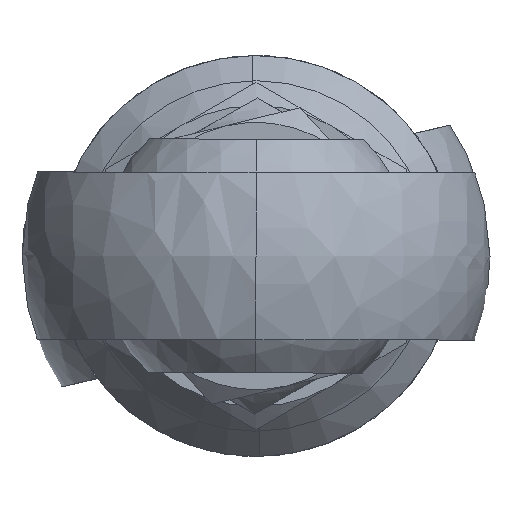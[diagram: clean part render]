
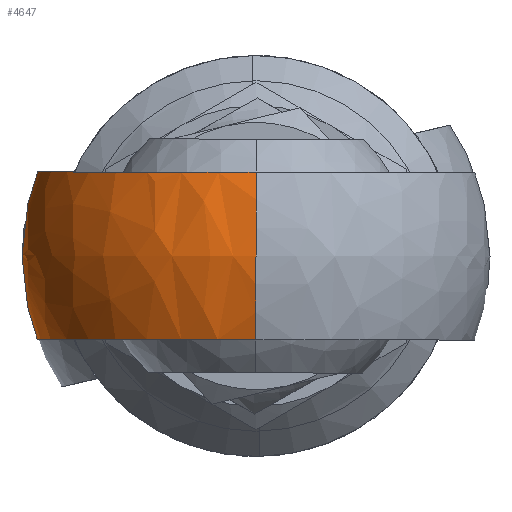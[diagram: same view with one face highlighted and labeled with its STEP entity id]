
A CAD part, front view. The second image highlights one B-rep face of the part: STEP entity #4647.
In plain terms, the highlighted spherical face has radius 11.113 mm.
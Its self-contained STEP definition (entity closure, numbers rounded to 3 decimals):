
#469 = FACE_OUTER_BOUND ( 'NONE', #3068, .T. ) ;
#554 = AXIS2_PLACEMENT_3D ( 'NONE', #3556, #2471, #2394 ) ;
#616 = CIRCLE ( 'NONE', #1557, 10.38 ) ;
#660 = ORIENTED_EDGE ( 'NONE', *, *, #3214, .F. ) ;
#689 = VERTEX_POINT ( 'NONE', #4606 ) ;
#848 = DIRECTION ( 'NONE',  ( 0., -1., 0. ) ) ;
#849 = DIRECTION ( 'NONE',  ( 0., 0., -1. ) ) ;
#939 = DIRECTION ( 'NONE',  ( 0., 0., 1. ) ) ;
#968 = CARTESIAN_POINT ( 'NONE',  ( 0., -10.38, 0. ) ) ;
#1172 = CARTESIAN_POINT ( 'NONE',  ( 0., 10.38, 3.969 ) ) ;
#1458 = ORIENTED_EDGE ( 'NONE', *, *, #3125, .F. ) ;
#1459 = CARTESIAN_POINT ( 'NONE',  ( 0., -10.38, 3.969 ) ) ;
#1551 = AXIS2_PLACEMENT_3D ( 'NONE', #1909, #2956, #848 ) ;
#1552 = AXIS2_PLACEMENT_3D ( 'NONE', #4079, #4581, #849 ) ;
#1557 = AXIS2_PLACEMENT_3D ( 'NONE', #3440, #939, #4074 ) ;
#1562 = CIRCLE ( 'NONE', #1551, 10.38 ) ;
#1599 = AXIS2_PLACEMENT_3D ( 'NONE', #968, #4767, #2673 ) ;
#1909 = CARTESIAN_POINT ( 'NONE',  ( 0., 0., 3.969 ) ) ;
#2304 = CARTESIAN_POINT ( 'NONE',  ( 0., -10.38, -3.969 ) ) ;
#2394 = DIRECTION ( 'NONE',  ( 0., 1., 0. ) ) ;
#2450 = CIRCLE ( 'NONE', #1599, 3.969 ) ;
#2471 = DIRECTION ( 'NONE',  ( -1., 0., 0. ) ) ;
#2673 = DIRECTION ( 'NONE',  ( 0., 0., 1. ) ) ;
#2713 = VERTEX_POINT ( 'NONE', #1172 ) ;
#2956 = DIRECTION ( 'NONE',  ( 0., 0., 1. ) ) ;
#3068 = EDGE_LOOP ( 'NONE', ( #4197, #3223, #660, #1458 ) ) ;
#3125 = EDGE_CURVE ( 'NONE', #3927, #3354, #2450, .T. ) ;
#3199 = EDGE_CURVE ( 'NONE', #3927, #689, #616, .T. ) ;
#3208 = EDGE_CURVE ( 'NONE', #689, #2713, #3658, .T. ) ;
#3214 = EDGE_CURVE ( 'NONE', #3354, #2713, #1562, .T. ) ;
#3223 = ORIENTED_EDGE ( 'NONE', *, *, #3208, .T. ) ;
#3354 = VERTEX_POINT ( 'NONE', #1459 ) ;
#3440 = CARTESIAN_POINT ( 'NONE',  ( 0., 0., -3.969 ) ) ;
#3556 = CARTESIAN_POINT ( 'NONE',  ( 0., 0., 0. ) ) ;
#3658 = CIRCLE ( 'NONE', #1552, 11.113 ) ;
#3860 = SPHERICAL_SURFACE ( 'NONE', #554, 11.113 ) ;
#3927 = VERTEX_POINT ( 'NONE', #2304 ) ;
#4074 = DIRECTION ( 'NONE',  ( 0., -1., 0. ) ) ;
#4079 = CARTESIAN_POINT ( 'NONE',  ( 0., 0., 0. ) ) ;
#4197 = ORIENTED_EDGE ( 'NONE', *, *, #3199, .T. ) ;
#4581 = DIRECTION ( 'NONE',  ( 1., 0., 0. ) ) ;
#4606 = CARTESIAN_POINT ( 'NONE',  ( 0., 10.38, -3.969 ) ) ;
#4647 = ADVANCED_FACE ( 'Revolve2', ( #469 ), #3860, .T. ) ;
#4767 = DIRECTION ( 'NONE',  ( 0., -1., 0. ) ) ;
